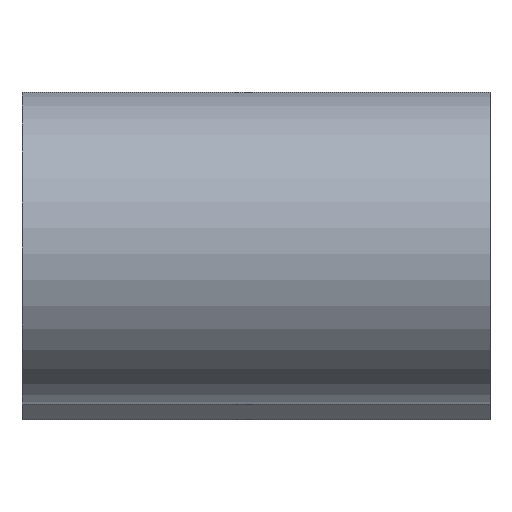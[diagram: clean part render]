
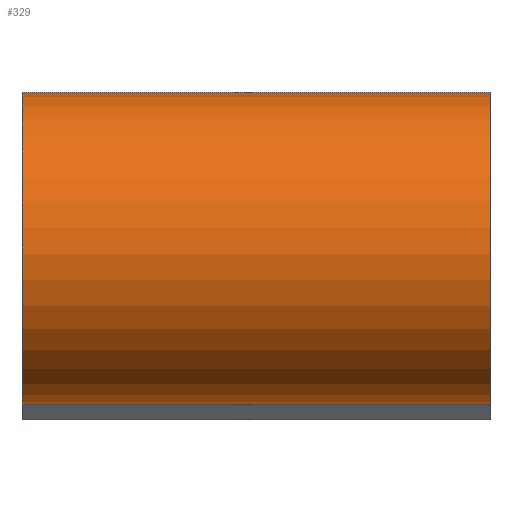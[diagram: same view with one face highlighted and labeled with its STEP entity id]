
A CAD part, front view. The second image highlights one B-rep face of the part: STEP entity #329.
In plain terms, the highlighted cylindrical face has radius 4.5 mm (diameter 9 mm), a partial arc.
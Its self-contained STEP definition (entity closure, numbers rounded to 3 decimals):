
#29=FACE_OUTER_BOUND('',#47,.T.);
#47=EDGE_LOOP('',(#235,#236,#237,#238));
#69=LINE('',#528,#97);
#70=LINE('',#534,#98);
#97=VECTOR('',#423,10.);
#98=VECTOR('',#430,10.);
#125=CIRCLE('',#368,4.5);
#126=CIRCLE('',#369,4.5);
#147=VERTEX_POINT('',#524);
#148=VERTEX_POINT('',#526);
#149=VERTEX_POINT('',#530);
#150=VERTEX_POINT('',#532);
#183=EDGE_CURVE('',#147,#148,#69,.T.);
#184=EDGE_CURVE('',#149,#147,#125,.T.);
#185=EDGE_CURVE('',#150,#148,#126,.T.);
#186=EDGE_CURVE('',#149,#150,#70,.T.);
#235=ORIENTED_EDGE('',*,*,#184,.T.);
#236=ORIENTED_EDGE('',*,*,#183,.T.);
#237=ORIENTED_EDGE('',*,*,#185,.F.);
#238=ORIENTED_EDGE('',*,*,#186,.F.);
#318=CYLINDRICAL_SURFACE('',#367,4.5);
#329=ADVANCED_FACE('',(#29),#318,.T.);
#367=AXIS2_PLACEMENT_3D('',#529,#424,#425);
#368=AXIS2_PLACEMENT_3D('',#531,#426,#427);
#369=AXIS2_PLACEMENT_3D('',#533,#428,#429);
#423=DIRECTION('',(1.,0.,0.));
#424=DIRECTION('center_axis',(1.,0.,0.));
#425=DIRECTION('ref_axis',(0.,-0.977,0.214));
#426=DIRECTION('center_axis',(1.,0.,0.));
#427=DIRECTION('ref_axis',(0.,0.891,0.455));
#428=DIRECTION('center_axis',(1.,0.,0.));
#429=DIRECTION('ref_axis',(0.,0.891,0.455));
#430=DIRECTION('',(1.,0.,0.));
#524=CARTESIAN_POINT('',(29.25,-2.216,-52.536));
#526=CARTESIAN_POINT('',(42.75,-2.216,-52.536));
#528=CARTESIAN_POINT('',(29.25,-2.216,-52.536));
#529=CARTESIAN_POINT('Origin',(29.25,-5.,-49.));
#530=CARTESIAN_POINT('',(29.25,-0.992,-46.955));
#531=CARTESIAN_POINT('Origin',(29.25,-5.,-49.));
#532=CARTESIAN_POINT('',(42.75,-0.992,-46.955));
#533=CARTESIAN_POINT('Origin',(42.75,-5.,-49.));
#534=CARTESIAN_POINT('',(29.25,-0.992,-46.955));
